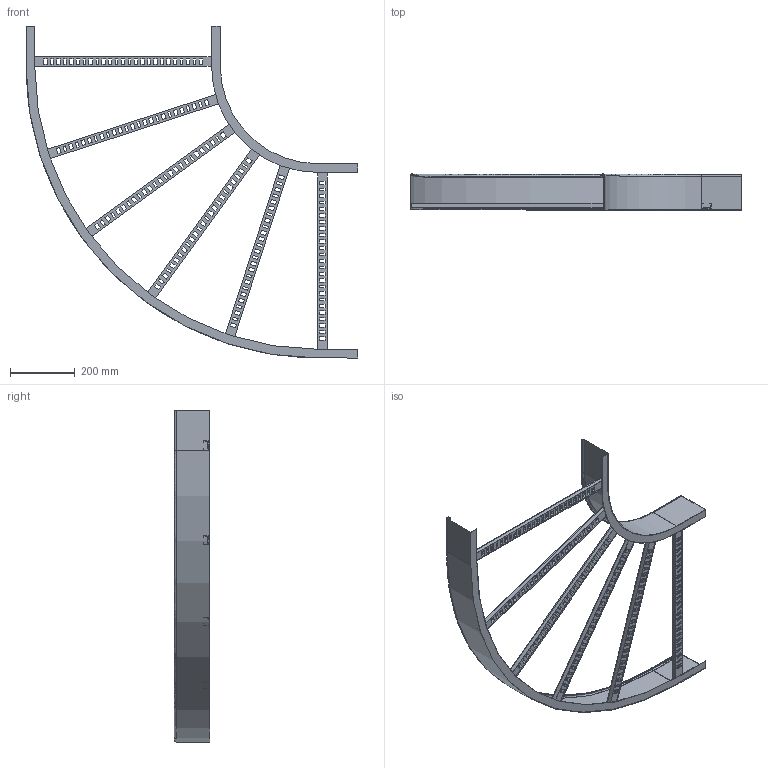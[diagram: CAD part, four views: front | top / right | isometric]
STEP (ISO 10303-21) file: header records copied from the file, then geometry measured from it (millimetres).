
FILE_DESCRIPTION (( 'STEP AP214' ), '1' );
FILE_NAME ('6225150.stp', '2017-03-22T10:54:37', ( '' ), ( '' ), 'SwSTEP 2.0', 'SolidWorks 2016', '' );
FILE_SCHEMA (( 'AUTOMOTIVE_DESIGN' ));
Length unit declared in the file: millimetre
Products named in the file (4): 086304_Innenholm 110xR300; 6225150; 079986_L=0592; 086324_Auáenholm 110xR900
Assembly tree (8 placements, depth 2):
  6225150
    086304_Innenholm 110xR300
    086324_Auáenholm 110xR900
    079986_L=0592  x6
Bounding box: 1025 x 110 x 1025 mm (x, y, z)
Volume: 855092.3 mm3; surface area: 1171688.9 mm2
Topology: 8 solids, 8 shells, 736 faces, 2144 edges, 1424 vertices
Faces by surface type: plane 714, cylinder 18, bspline 4
Entity records: 7400 total; most frequent: CARTESIAN_POINT 1005, ORIENTED_EDGE 928, DIRECTION 846, EDGE_CURVE 464, LINE 428, VECTOR 428, VERTEX_POINT 304, EDGE_LOOP 216
